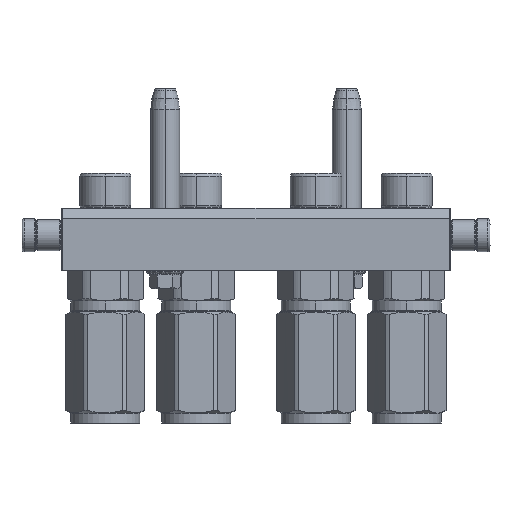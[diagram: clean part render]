
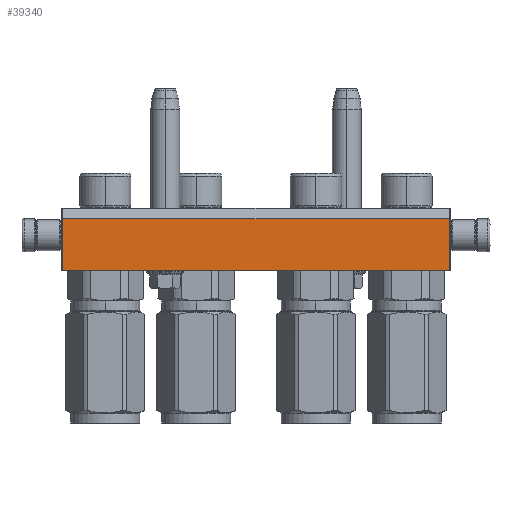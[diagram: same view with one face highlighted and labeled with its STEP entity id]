
A CAD part, left-side view. The second image highlights one B-rep face of the part: STEP entity #39340.
In plain terms, the highlighted face is planar.
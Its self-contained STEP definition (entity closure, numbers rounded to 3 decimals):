
#3463 = VERTEX_POINT ( 'NONE', #5841 ) ;
#3532 = CARTESIAN_POINT ( 'NONE',  ( 93.5, 15., -45. ) ) ;
#5162 = EDGE_LOOP ( 'NONE', ( #57150, #12992, #23972, #24750 ) ) ;
#5841 = CARTESIAN_POINT ( 'NONE',  ( 93.5, -10., -45. ) ) ;
#7175 = VECTOR ( 'NONE', #34582, 1000. ) ;
#12905 = VECTOR ( 'NONE', #33562, 1000. ) ;
#12992 = ORIENTED_EDGE ( 'NONE', *, *, #50847, .F. ) ;
#16423 = LINE ( 'NONE', #23785, #12905 ) ;
#17050 = EDGE_CURVE ( 'NONE', #20441, #50064, #16423, .T. ) ;
#17471 = FACE_OUTER_BOUND ( 'NONE', #5162, .T. ) ;
#19330 = DIRECTION ( 'NONE',  ( 0., 1., 0. ) ) ;
#20159 = CARTESIAN_POINT ( 'NONE',  ( 94., -15., -45. ) ) ;
#20441 = VERTEX_POINT ( 'NONE', #3532 ) ;
#20555 = CARTESIAN_POINT ( 'NONE',  ( -93.5, -10., -45. ) ) ;
#23785 = CARTESIAN_POINT ( 'NONE',  ( 93.5, 15., -45. ) ) ;
#23972 = ORIENTED_EDGE ( 'NONE', *, *, #33549, .F. ) ;
#24439 = PLANE ( 'NONE',  #54303 ) ;
#24750 = ORIENTED_EDGE ( 'NONE', *, *, #41843, .T. ) ;
#26207 = VECTOR ( 'NONE', #19330, 1000. ) ;
#28896 = DIRECTION ( 'NONE',  ( 0., 0., -1. ) ) ;
#31073 = LINE ( 'NONE', #36746, #26207 ) ;
#31246 = VECTOR ( 'NONE', #57806, 1000. ) ;
#33549 = EDGE_CURVE ( 'NONE', #53395, #3463, #47470, .T. ) ;
#33562 = DIRECTION ( 'NONE',  ( -1., 0., 0. ) ) ;
#34582 = DIRECTION ( 'NONE',  ( 0., 1., 0. ) ) ;
#36746 = CARTESIAN_POINT ( 'NONE',  ( 93.5, -10., -45. ) ) ;
#39340 = ADVANCED_FACE ( 'NONE', ( #17471 ), #24439, .T. ) ;
#40708 = LINE ( 'NONE', #57213, #7175 ) ;
#41843 = EDGE_CURVE ( 'NONE', #53395, #50064, #40708, .T. ) ;
#43918 = CARTESIAN_POINT ( 'NONE',  ( -93.5, 15., -45. ) ) ;
#47470 = LINE ( 'NONE', #20555, #31246 ) ;
#49414 = CARTESIAN_POINT ( 'NONE',  ( -93.5, -10., -45. ) ) ;
#50064 = VERTEX_POINT ( 'NONE', #43918 ) ;
#50847 = EDGE_CURVE ( 'NONE', #3463, #20441, #31073, .T. ) ;
#51502 = DIRECTION ( 'NONE',  ( -1., 0., 0. ) ) ;
#53395 = VERTEX_POINT ( 'NONE', #49414 ) ;
#54303 = AXIS2_PLACEMENT_3D ( 'NONE', #20159, #28896, #51502 ) ;
#57150 = ORIENTED_EDGE ( 'NONE', *, *, #17050, .F. ) ;
#57213 = CARTESIAN_POINT ( 'NONE',  ( -93.5, -10., -45. ) ) ;
#57806 = DIRECTION ( 'NONE',  ( 1., 0., 0. ) ) ;
